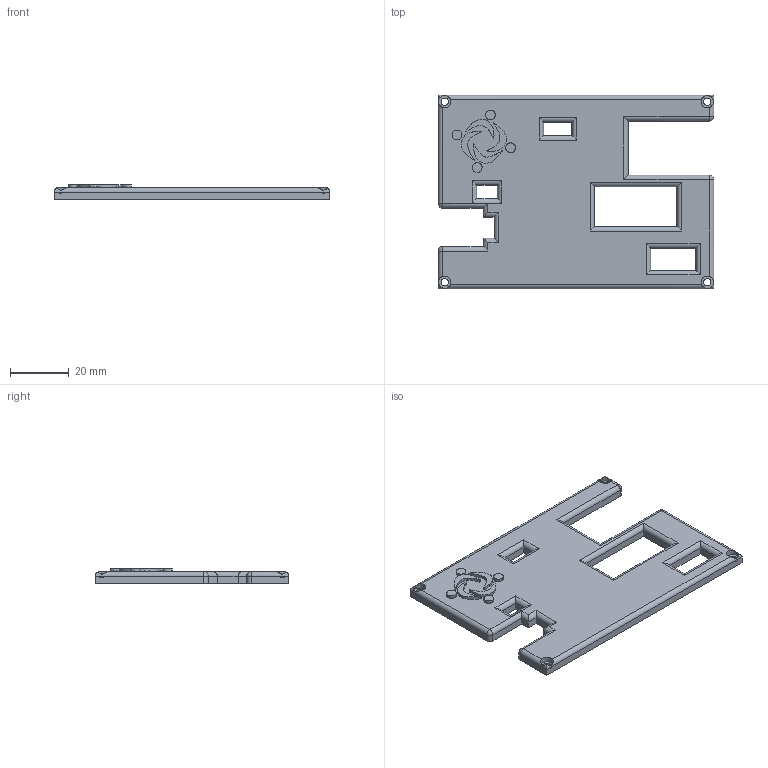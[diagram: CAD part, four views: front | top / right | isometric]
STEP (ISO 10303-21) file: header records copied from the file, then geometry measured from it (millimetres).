
FILE_DESCRIPTION(/* description */ (''),/* implementation_level */ '2;1');
FILE_NAME(/* name */ 'Lid_220412.step',/* time_stamp */ '2022-04-12T15:56:33+09:00',/* author */ (''),/* organization */ (''),/* preprocessor_version */ 'ST-DEVELOPER v18.1',/* originating_system */ 'Autodesk Translation Framework v10.14.0.1471',/* authorisation */ '');
FILE_SCHEMA (('AUTOMOTIVE_DESIGN { 1 0 10303 214 3 1 1 }'));
Length unit declared in the file: millimetre
Products named in the file (1): Lid
Bounding box: 94 x 66 x 5 mm (x, y, z)
Volume: 19117 mm3; surface area: 11987.2 mm2
Topology: 1 solids, 1 shells, 152 faces, 386 edges, 244 vertices
Faces by surface type: bspline 54, plane 50, cylinder 44, sphere 4
Full cylindrical faces by diameter (mm): 2.5 x4, 4.2 x4
Entity records: 4828 total; most frequent: CARTESIAN_POINT 1607, ORIENTED_EDGE 772, DIRECTION 528, EDGE_CURVE 386, VERTEX_POINT 244, LINE 206, VECTOR 206, EDGE_LOOP 176
